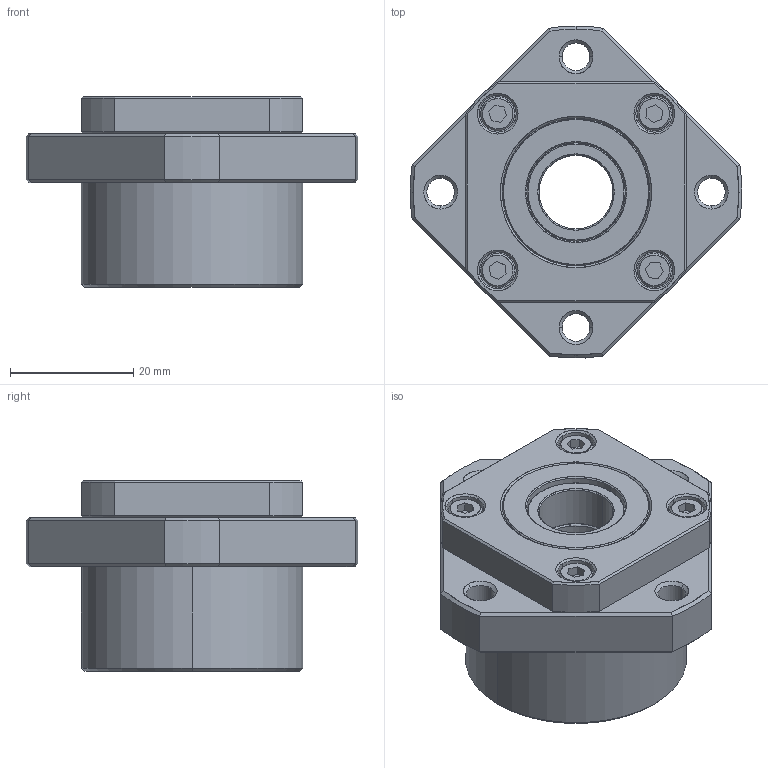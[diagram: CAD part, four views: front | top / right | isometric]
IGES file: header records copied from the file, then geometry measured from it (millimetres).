
Start section: SolidWorks IGES file using analytic representation for surfaces
Global section: file name: ﾄｫｴﾞｷﾎｱﾗ ﾀﾛｾFK 12.IGS,1; native system: 5HSolidWorks 2013; preprocessor: SolidWorks 2013; author: Administrator; date: 141024.162121; units: millimetre
Bounding box: 53.92 x 53.96 x 31 mm (x, y, z)
Surface area: 23002 mm2 (no closed solid volume)
Topology: 0 solids, 0 shells, 485 faces, 6980 edges, 6948 vertices
Faces by surface type: revolution 258, bspline 227
